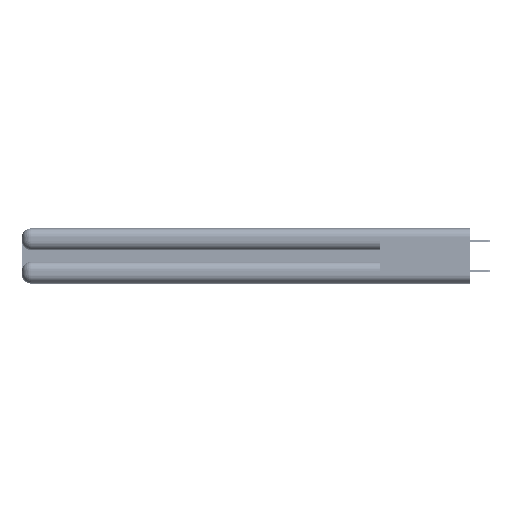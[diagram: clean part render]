
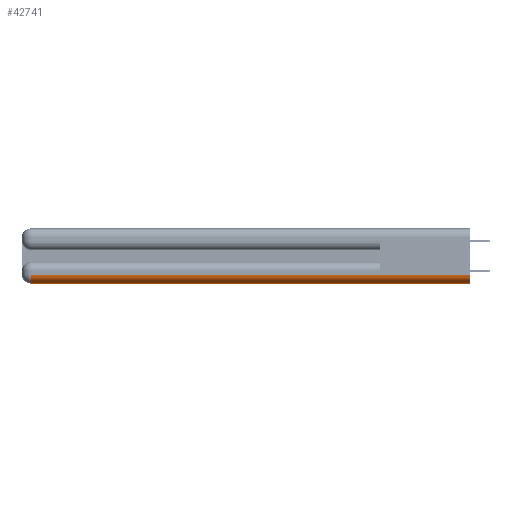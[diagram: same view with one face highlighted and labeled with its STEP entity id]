
A CAD part, left-side view. The second image highlights one B-rep face of the part: STEP entity #42741.
In plain terms, the highlighted cylindrical face has radius 1.524 mm (diameter 3.048 mm), a partial arc.
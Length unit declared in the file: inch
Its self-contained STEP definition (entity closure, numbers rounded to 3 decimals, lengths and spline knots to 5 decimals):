
#2949 = DIRECTION ( 'NONE',  ( 0., 1., 0. ) ) ;
#6345 = CARTESIAN_POINT ( 'NONE',  ( 0., 2.94, 0.06 ) ) ;
#8341 = AXIS2_PLACEMENT_3D ( 'NONE', #42094, #46429, #36898 ) ;
#13747 = EDGE_CURVE ( 'NONE', #15628, #47709, #14815, .T. ) ;
#14815 = LINE ( 'NONE', #28435, #33278 ) ;
#15628 = VERTEX_POINT ( 'NONE', #6345 ) ;
#16312 = ORIENTED_EDGE ( 'NONE', *, *, #31459, .F. ) ;
#20623 = DIRECTION ( 'NONE',  ( 0., 1., 0. ) ) ;
#21618 = AXIS2_PLACEMENT_3D ( 'NONE', #36353, #49384, #44209 ) ;
#24817 = VERTEX_POINT ( 'NONE', #47019 ) ;
#25552 = VECTOR ( 'NONE', #2949, 39.37008 ) ;
#28435 = CARTESIAN_POINT ( 'NONE',  ( 0., 0., 0.06 ) ) ;
#29568 = LINE ( 'NONE', #47199, #25552 ) ;
#31459 = EDGE_CURVE ( 'NONE', #46440, #15628, #32645, .T. ) ;
#31870 = CARTESIAN_POINT ( 'NONE',  ( 0.06, 2.94, 0. ) ) ;
#32604 = ORIENTED_EDGE ( 'NONE', *, *, #13747, .F. ) ;
#32645 = CIRCLE ( 'NONE', #36298, 0.06 ) ;
#32717 = EDGE_CURVE ( 'NONE', #47709, #24817, #40118, .T. ) ;
#33099 = CARTESIAN_POINT ( 'NONE',  ( 0.06, 2.94, 0.06 ) ) ;
#33278 = VECTOR ( 'NONE', #50399, 39.37008 ) ;
#33410 = FACE_OUTER_BOUND ( 'NONE', #55001, .T. ) ;
#36298 = AXIS2_PLACEMENT_3D ( 'NONE', #33099, #20623, #42326 ) ;
#36353 = CARTESIAN_POINT ( 'NONE',  ( 0.06, 0., 0.06 ) ) ;
#36898 = DIRECTION ( 'NONE',  ( 0., 0., 1. ) ) ;
#37113 = ORIENTED_EDGE ( 'NONE', *, *, #32717, .F. ) ;
#40118 = CIRCLE ( 'NONE', #21618, 0.06 ) ;
#41814 = CYLINDRICAL_SURFACE ( 'NONE', #8341, 0.06 ) ;
#42094 = CARTESIAN_POINT ( 'NONE',  ( 0.06, 0., 0.06 ) ) ;
#42326 = DIRECTION ( 'NONE',  ( 0., 0., 1. ) ) ;
#42741 = ADVANCED_FACE ( 'NONE', ( #33410 ), #41814, .T. ) ;
#44209 = DIRECTION ( 'NONE',  ( 0., 0., 1. ) ) ;
#44376 = ORIENTED_EDGE ( 'NONE', *, *, #52677, .F. ) ;
#46429 = DIRECTION ( 'NONE',  ( 0., 1., 0. ) ) ;
#46440 = VERTEX_POINT ( 'NONE', #31870 ) ;
#47019 = CARTESIAN_POINT ( 'NONE',  ( 0.06, 0., 0. ) ) ;
#47199 = CARTESIAN_POINT ( 'NONE',  ( 0.06, 3., 0. ) ) ;
#47709 = VERTEX_POINT ( 'NONE', #52125 ) ;
#49384 = DIRECTION ( 'NONE',  ( 0., -1., 0. ) ) ;
#50399 = DIRECTION ( 'NONE',  ( 0., -1., 0. ) ) ;
#52125 = CARTESIAN_POINT ( 'NONE',  ( 0., 0., 0.06 ) ) ;
#52677 = EDGE_CURVE ( 'NONE', #24817, #46440, #29568, .T. ) ;
#55001 = EDGE_LOOP ( 'NONE', ( #37113, #32604, #16312, #44376 ) ) ;
